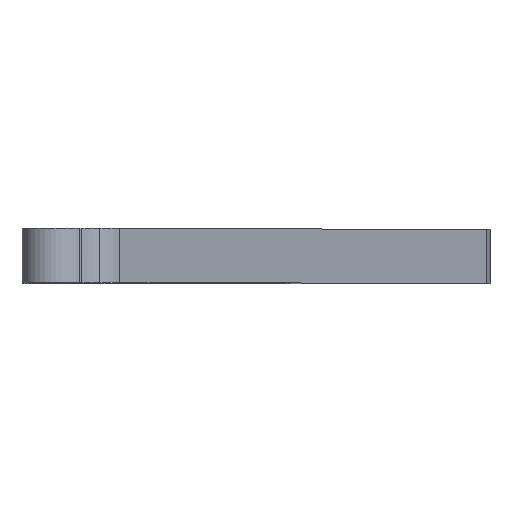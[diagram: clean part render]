
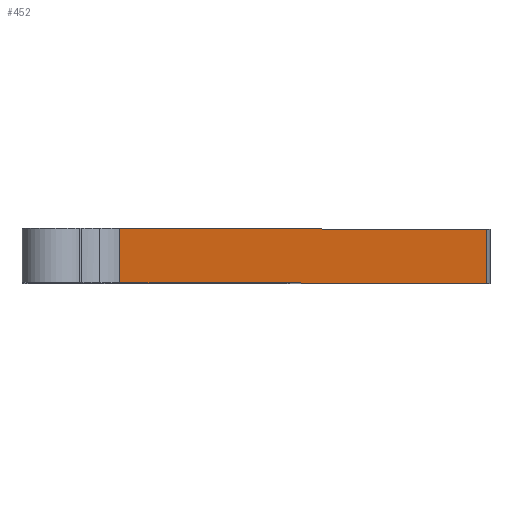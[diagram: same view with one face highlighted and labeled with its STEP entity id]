
A CAD part, top view. The second image highlights one B-rep face of the part: STEP entity #452.
In plain terms, the highlighted planar face has unit normal (0.83, 0, 0.558).
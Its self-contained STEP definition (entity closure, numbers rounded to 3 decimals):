
#45=PLANE('',#504);
#62=FACE_OUTER_BOUND('',#86,.T.);
#86=EDGE_LOOP('',(#349,#350,#351,#352));
#122=LINE('',#857,#154);
#123=LINE('',#860,#155);
#124=LINE('',#862,#156);
#125=LINE('',#863,#157);
#154=VECTOR('',#589,10.);
#155=VECTOR('',#592,10.);
#156=VECTOR('',#593,10.);
#157=VECTOR('',#594,10.);
#213=VERTEX_POINT('',#853);
#214=VERTEX_POINT('',#855);
#215=VERTEX_POINT('',#859);
#216=VERTEX_POINT('',#861);
#270=EDGE_CURVE('',#213,#214,#122,.T.);
#271=EDGE_CURVE('',#215,#213,#123,.T.);
#272=EDGE_CURVE('',#216,#214,#124,.T.);
#273=EDGE_CURVE('',#215,#216,#125,.T.);
#349=ORIENTED_EDGE('',*,*,#271,.T.);
#350=ORIENTED_EDGE('',*,*,#270,.T.);
#351=ORIENTED_EDGE('',*,*,#272,.F.);
#352=ORIENTED_EDGE('',*,*,#273,.F.);
#452=ADVANCED_FACE('',(#62),#45,.T.);
#504=AXIS2_PLACEMENT_3D('',#858,#590,#591);
#589=DIRECTION('',(0.,1.,0.));
#590=DIRECTION('center_axis',(0.83,0.,0.558));
#591=DIRECTION('ref_axis',(0.558,0.,-0.83));
#592=DIRECTION('',(0.558,0.,-0.83));
#593=DIRECTION('',(0.558,0.,-0.83));
#594=DIRECTION('',(0.,1.,0.));
#853=CARTESIAN_POINT('',(17.99,0.,-27.304));
#855=CARTESIAN_POINT('',(17.99,2.,-27.304));
#857=CARTESIAN_POINT('',(17.99,0.,-27.304));
#858=CARTESIAN_POINT('Origin',(4.428,0.,-7.132));
#859=CARTESIAN_POINT('',(4.428,0.,-7.132));
#860=CARTESIAN_POINT('',(4.428,0.,-7.132));
#861=CARTESIAN_POINT('',(4.428,2.,-7.132));
#862=CARTESIAN_POINT('',(4.428,2.,-7.132));
#863=CARTESIAN_POINT('',(4.428,0.,-7.132));
